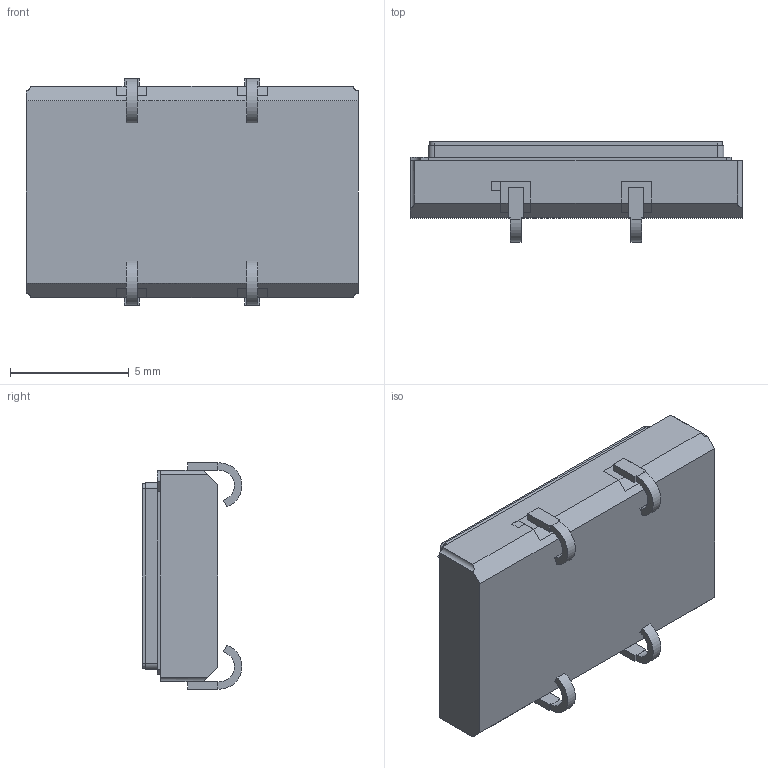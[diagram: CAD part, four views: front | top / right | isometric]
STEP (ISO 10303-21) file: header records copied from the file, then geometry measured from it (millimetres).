
FILE_DESCRIPTION (( 'STEP AP214' ), '1' );
FILE_NAME ('QT178.STEP', '2023-08-11T18:08:56', ( '' ), ( '' ), 'SwSTEP 2.0', 'SolidWorks 2022', '' );
FILE_SCHEMA (( 'AUTOMOTIVE_DESIGN' ));
Length unit declared in the file: inch
Products named in the file (1): QT178
Bounding box: 13.97 x 4.2 x 9.53 mm (x, y, z)
Volume: 205.7 mm3; surface area: 787.8 mm2
Topology: 9 solids, 9 shells, 310 faces, 809 edges, 538 vertices
Faces by surface type: plane 227, bspline 46, cylinder 37
Entity records: 16265 total; most frequent: CARTESIAN_POINT 4724, ORIENTED_EDGE 1618, DIRECTION 1313, EDGE_CURVE 809, VECTOR 643, LINE 643, VERTEX_POINT 538, AXIS2_PLACEMENT_3D 335
